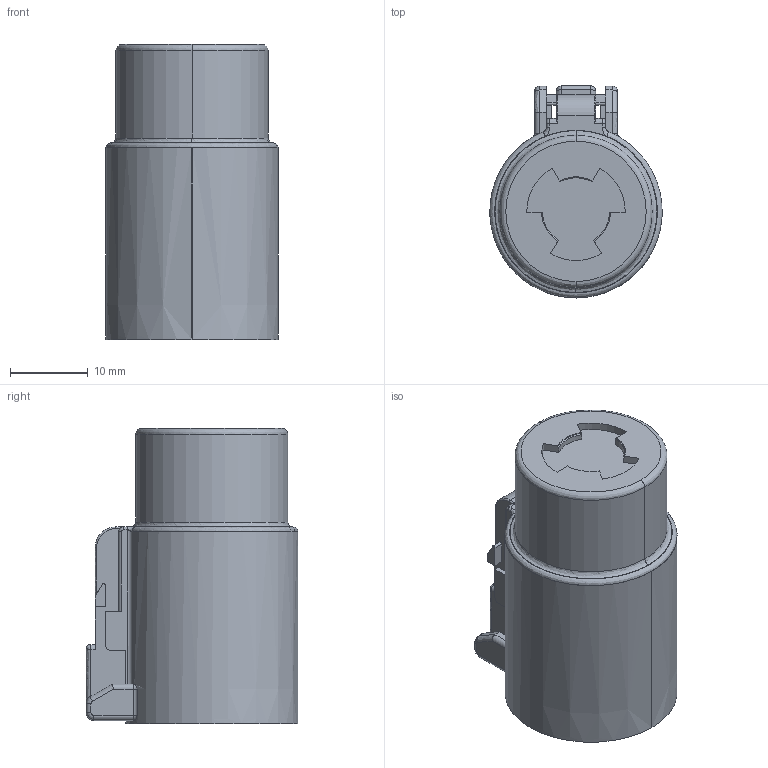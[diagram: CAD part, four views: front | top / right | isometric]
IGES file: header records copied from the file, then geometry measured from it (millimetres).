
Start section:  PTC IGES file: c-dthd06-1-4s-99-3d.igs
Global section: file name: c-dthd06-1-4s-99-3d.igs; native system: Pro/ENGINEER by Parametric Technology Corporation; preprocessor: 2011490; author: workeradm; organization: Unknown; units: millimetre
Bounding box: 22.23 x 27.33 x 38.05 mm (x, y, z)
Surface area: 3824.6 mm2 (no closed solid volume)
Topology: 0 solids, 0 shells, 143 faces, 718 edges, 718 vertices
Faces by surface type: revolution 81, bspline 62
